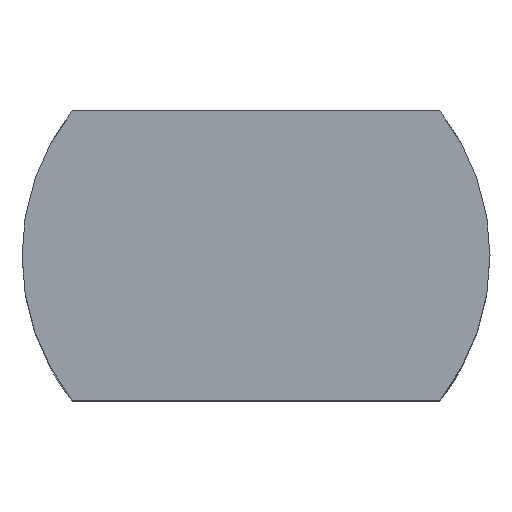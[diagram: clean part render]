
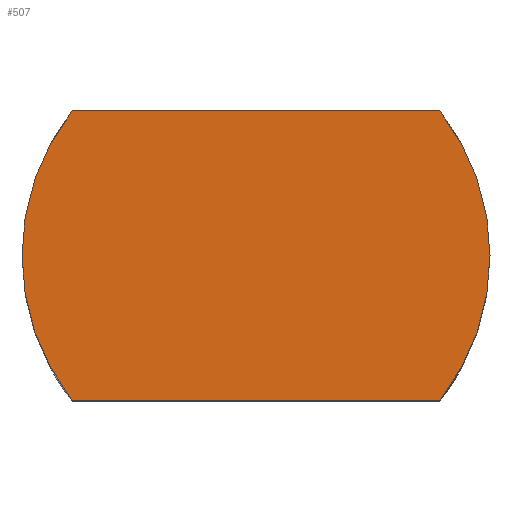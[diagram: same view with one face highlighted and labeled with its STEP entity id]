
A CAD part, top view. The second image highlights one B-rep face of the part: STEP entity #507.
In plain terms, the highlighted planar face has unit normal (0, 0, 1).
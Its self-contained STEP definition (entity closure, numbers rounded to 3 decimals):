
#2 = EDGE_CURVE ( 'NONE', #524, #356, #425, .T. ) ;
#33 = CARTESIAN_POINT ( 'NONE',  ( -3.5, 0., 7. ) ) ;
#37 = VERTEX_POINT ( 'NONE', #368 ) ;
#42 = AXIS2_PLACEMENT_3D ( 'NONE', #558, #204, #276 ) ;
#74 = VECTOR ( 'NONE', #321, 1000. ) ;
#96 = LINE ( 'NONE', #553, #729 ) ;
#120 = CARTESIAN_POINT ( 'NONE',  ( 2.75, -2.165, 7. ) ) ;
#127 = EDGE_CURVE ( 'NONE', #316, #926, #573, .T. ) ;
#142 = AXIS2_PLACEMENT_3D ( 'NONE', #211, #359, #644 ) ;
#197 = ORIENTED_EDGE ( 'NONE', *, *, #645, .T. ) ;
#199 = CARTESIAN_POINT ( 'NONE',  ( -2.75, 2.165, 7. ) ) ;
#204 = DIRECTION ( 'NONE',  ( 0., 0., -1. ) ) ;
#211 = CARTESIAN_POINT ( 'NONE',  ( 0., 0., 7. ) ) ;
#231 = CARTESIAN_POINT ( 'NONE',  ( 0., 0., 7. ) ) ;
#250 = DIRECTION ( 'NONE',  ( -1., 0., 0. ) ) ;
#276 = DIRECTION ( 'NONE',  ( -1., 0., 0. ) ) ;
#297 = EDGE_CURVE ( 'NONE', #37, #316, #668, .T. ) ;
#316 = VERTEX_POINT ( 'NONE', #396 ) ;
#321 = DIRECTION ( 'NONE',  ( 1., 0., 0. ) ) ;
#333 = AXIS2_PLACEMENT_3D ( 'NONE', #380, #818, #829 ) ;
#354 = ORIENTED_EDGE ( 'NONE', *, *, #127, .T. ) ;
#356 = VERTEX_POINT ( 'NONE', #33 ) ;
#358 = EDGE_CURVE ( 'NONE', #926, #524, #96, .T. ) ;
#359 = DIRECTION ( 'NONE',  ( 0., 0., 1. ) ) ;
#368 = CARTESIAN_POINT ( 'NONE',  ( -2.75, -2.165, 7. ) ) ;
#380 = CARTESIAN_POINT ( 'NONE',  ( 0., 0., 7. ) ) ;
#393 = AXIS2_PLACEMENT_3D ( 'NONE', #231, #528, #604 ) ;
#396 = CARTESIAN_POINT ( 'NONE',  ( 2.75, -2.165, 7. ) ) ;
#403 = ORIENTED_EDGE ( 'NONE', *, *, #2, .T. ) ;
#425 = CIRCLE ( 'NONE', #142, 3.5 ) ;
#426 = CIRCLE ( 'NONE', #393, 3.5 ) ;
#507 = ADVANCED_FACE ( 'NONE', ( #565 ), #564, .F. ) ;
#524 = VERTEX_POINT ( 'NONE', #199 ) ;
#528 = DIRECTION ( 'NONE',  ( 0., 0., 1. ) ) ;
#553 = CARTESIAN_POINT ( 'NONE',  ( -2.75, 2.165, 7. ) ) ;
#558 = CARTESIAN_POINT ( 'NONE',  ( 0., 0., 7. ) ) ;
#564 = PLANE ( 'NONE',  #42 ) ;
#565 = FACE_OUTER_BOUND ( 'NONE', #792, .T. ) ;
#566 = ORIENTED_EDGE ( 'NONE', *, *, #297, .T. ) ;
#573 = CIRCLE ( 'NONE', #333, 3.5 ) ;
#604 = DIRECTION ( 'NONE',  ( -1., 0., 0. ) ) ;
#644 = DIRECTION ( 'NONE',  ( -1., 0., 0. ) ) ;
#645 = EDGE_CURVE ( 'NONE', #356, #37, #426, .T. ) ;
#668 = LINE ( 'NONE', #120, #74 ) ;
#704 = ORIENTED_EDGE ( 'NONE', *, *, #358, .T. ) ;
#729 = VECTOR ( 'NONE', #250, 1000. ) ;
#792 = EDGE_LOOP ( 'NONE', ( #354, #704, #403, #197, #566 ) ) ;
#818 = DIRECTION ( 'NONE',  ( 0., 0., 1. ) ) ;
#829 = DIRECTION ( 'NONE',  ( -1., 0., 0. ) ) ;
#854 = CARTESIAN_POINT ( 'NONE',  ( 2.75, 2.165, 7. ) ) ;
#926 = VERTEX_POINT ( 'NONE', #854 ) ;
